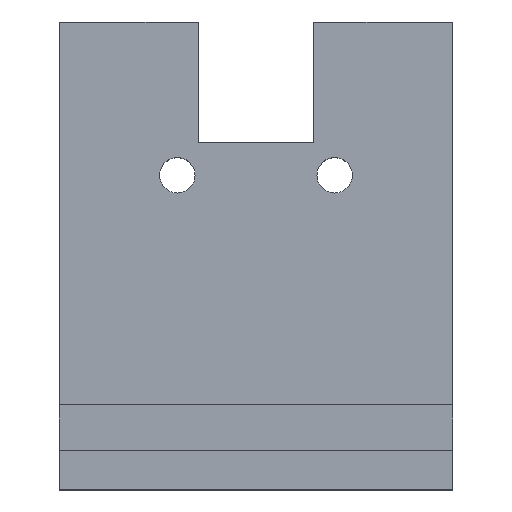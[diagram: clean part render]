
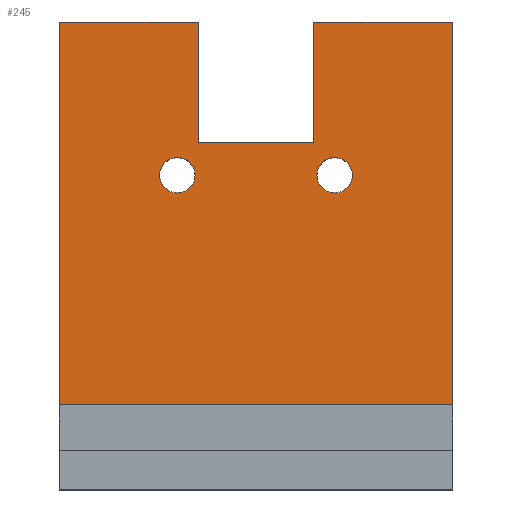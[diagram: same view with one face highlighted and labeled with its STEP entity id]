
A CAD part, top view. The second image highlights one B-rep face of the part: STEP entity #245.
In plain terms, the highlighted planar face has unit normal (0, 0, 1).
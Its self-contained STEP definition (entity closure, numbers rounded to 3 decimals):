
#13 = DIRECTION ( 'NONE',  ( 0., -1., 0. ) ) ;
#25 = EDGE_CURVE ( 'NONE', #696, #552, #398, .T. ) ;
#28 = PLANE ( 'NONE',  #479 ) ;
#31 = VERTEX_POINT ( 'NONE', #911 ) ;
#37 = EDGE_CURVE ( 'NONE', #368, #530, #547, .T. ) ;
#48 = ORIENTED_EDGE ( 'NONE', *, *, #474, .T. ) ;
#50 = LINE ( 'NONE', #761, #98 ) ;
#54 = DIRECTION ( 'NONE',  ( -1., 0., 0. ) ) ;
#71 = EDGE_CURVE ( 'NONE', #535, #733, #585, .T. ) ;
#76 = LINE ( 'NONE', #782, #846 ) ;
#98 = VECTOR ( 'NONE', #323, 1000. ) ;
#99 = VECTOR ( 'NONE', #425, 1000. ) ;
#135 = CARTESIAN_POINT ( 'NONE',  ( -35., -11.55, 6. ) ) ;
#147 = CARTESIAN_POINT ( 'NONE',  ( -65., -11.55, 6. ) ) ;
#150 = DIRECTION ( 'NONE',  ( -1., 0., 0. ) ) ;
#151 = DIRECTION ( 'NONE',  ( -1., 0., 0. ) ) ;
#154 = CIRCLE ( 'NONE', #269, 1.35 ) ;
#155 = DIRECTION ( 'NONE',  ( 1., 0., 0. ) ) ;
#160 = CARTESIAN_POINT ( 'NONE',  ( -44., -23.25, 6. ) ) ;
#165 = CARTESIAN_POINT ( 'NONE',  ( -54.65, -23.25, 6. ) ) ;
#168 = VERTEX_POINT ( 'NONE', #165 ) ;
#169 = EDGE_CURVE ( 'NONE', #168, #543, #238, .T. ) ;
#178 = DIRECTION ( 'NONE',  ( 0., 0., -1. ) ) ;
#181 = VECTOR ( 'NONE', #150, 1000. ) ;
#182 = VECTOR ( 'NONE', #708, 1000. ) ;
#184 = VERTEX_POINT ( 'NONE', #736 ) ;
#200 = AXIS2_PLACEMENT_3D ( 'NONE', #445, #755, #674 ) ;
#203 = VECTOR ( 'NONE', #13, 1000. ) ;
#209 = DIRECTION ( 'NONE',  ( -1., 0., 0. ) ) ;
#210 = LINE ( 'NONE', #559, #522 ) ;
#222 = CARTESIAN_POINT ( 'NONE',  ( -35., -40.75, 6. ) ) ;
#223 = CARTESIAN_POINT ( 'NONE',  ( -54.4, -11.55, 6. ) ) ;
#228 = ORIENTED_EDGE ( 'NONE', *, *, #897, .T. ) ;
#238 = CIRCLE ( 'NONE', #200, 1.35 ) ;
#245 = ADVANCED_FACE ( 'NONE', ( #614, #462, #903 ), #28, .F. ) ;
#247 = ORIENTED_EDGE ( 'NONE', *, *, #71, .T. ) ;
#249 = ORIENTED_EDGE ( 'NONE', *, *, #25, .T. ) ;
#255 = CARTESIAN_POINT ( 'NONE',  ( 0., -15.5, 6. ) ) ;
#269 = AXIS2_PLACEMENT_3D ( 'NONE', #715, #855, #151 ) ;
#285 = CARTESIAN_POINT ( 'NONE',  ( -57.35, -23.25, 6. ) ) ;
#296 = CARTESIAN_POINT ( 'NONE',  ( -45.6, -20.75, 6. ) ) ;
#299 = CIRCLE ( 'NONE', #370, 1.35 ) ;
#309 = DIRECTION ( 'NONE',  ( 1., 0., 0. ) ) ;
#323 = DIRECTION ( 'NONE',  ( 0., 1., 0. ) ) ;
#324 = AXIS2_PLACEMENT_3D ( 'NONE', #920, #923, #698 ) ;
#367 = EDGE_CURVE ( 'NONE', #892, #555, #653, .T. ) ;
#368 = VERTEX_POINT ( 'NONE', #222 ) ;
#370 = AXIS2_PLACEMENT_3D ( 'NONE', #160, #178, #435 ) ;
#398 = LINE ( 'NONE', #477, #792 ) ;
#412 = CARTESIAN_POINT ( 'NONE',  ( -45.35, -23.25, 6. ) ) ;
#425 = DIRECTION ( 'NONE',  ( 0., -1., 0. ) ) ;
#435 = DIRECTION ( 'NONE',  ( -1., 0., 0. ) ) ;
#445 = CARTESIAN_POINT ( 'NONE',  ( -56., -23.25, 6. ) ) ;
#451 = EDGE_LOOP ( 'NONE', ( #247, #228 ) ) ;
#462 = FACE_BOUND ( 'NONE', #451, .T. ) ;
#469 = DIRECTION ( 'NONE',  ( 0., 0., -1. ) ) ;
#472 = EDGE_LOOP ( 'NONE', ( #873, #571 ) ) ;
#474 = EDGE_CURVE ( 'NONE', #530, #892, #210, .T. ) ;
#477 = CARTESIAN_POINT ( 'NONE',  ( -60., -11.55, 6. ) ) ;
#479 = AXIS2_PLACEMENT_3D ( 'NONE', #255, #469, #309 ) ;
#517 = ORIENTED_EDGE ( 'NONE', *, *, #691, .F. ) ;
#521 = ORIENTED_EDGE ( 'NONE', *, *, #367, .T. ) ;
#522 = VECTOR ( 'NONE', #209, 1000. ) ;
#530 = VERTEX_POINT ( 'NONE', #135 ) ;
#535 = VERTEX_POINT ( 'NONE', #412 ) ;
#536 = ORIENTED_EDGE ( 'NONE', *, *, #563, .F. ) ;
#543 = VERTEX_POINT ( 'NONE', #285 ) ;
#547 = LINE ( 'NONE', #769, #182 ) ;
#552 = VERTEX_POINT ( 'NONE', #147 ) ;
#555 = VERTEX_POINT ( 'NONE', #794 ) ;
#559 = CARTESIAN_POINT ( 'NONE',  ( -40., -11.55, 6. ) ) ;
#563 = EDGE_CURVE ( 'NONE', #31, #555, #76, .T. ) ;
#571 = ORIENTED_EDGE ( 'NONE', *, *, #169, .T. ) ;
#572 = EDGE_CURVE ( 'NONE', #543, #168, #154, .T. ) ;
#580 = LINE ( 'NONE', #728, #99 ) ;
#585 = CIRCLE ( 'NONE', #324, 1.35 ) ;
#602 = EDGE_CURVE ( 'NONE', #552, #184, #580, .T. ) ;
#612 = CARTESIAN_POINT ( 'NONE',  ( -42.65, -23.25, 6. ) ) ;
#614 = FACE_BOUND ( 'NONE', #472, .T. ) ;
#653 = LINE ( 'NONE', #296, #203 ) ;
#674 = DIRECTION ( 'NONE',  ( -1., 0., 0. ) ) ;
#691 = EDGE_CURVE ( 'NONE', #368, #184, #884, .T. ) ;
#696 = VERTEX_POINT ( 'NONE', #223 ) ;
#698 = DIRECTION ( 'NONE',  ( -1., 0., 0. ) ) ;
#708 = DIRECTION ( 'NONE',  ( 0., 1., 0. ) ) ;
#715 = CARTESIAN_POINT ( 'NONE',  ( -56., -23.25, 6. ) ) ;
#728 = CARTESIAN_POINT ( 'NONE',  ( -65., -11.55, 6. ) ) ;
#733 = VERTEX_POINT ( 'NONE', #612 ) ;
#736 = CARTESIAN_POINT ( 'NONE',  ( -65., -40.75, 6. ) ) ;
#739 = CARTESIAN_POINT ( 'NONE',  ( -45.6, -11.55, 6. ) ) ;
#749 = ORIENTED_EDGE ( 'NONE', *, *, #774, .T. ) ;
#753 = EDGE_LOOP ( 'NONE', ( #759, #517, #827, #48, #521, #536, #749, #249 ) ) ;
#755 = DIRECTION ( 'NONE',  ( 0., 0., -1. ) ) ;
#759 = ORIENTED_EDGE ( 'NONE', *, *, #602, .T. ) ;
#761 = CARTESIAN_POINT ( 'NONE',  ( -54.4, -20.75, 6. ) ) ;
#769 = CARTESIAN_POINT ( 'NONE',  ( -35., -11.55, 6. ) ) ;
#774 = EDGE_CURVE ( 'NONE', #31, #696, #50, .T. ) ;
#782 = CARTESIAN_POINT ( 'NONE',  ( -60., -20.75, 6. ) ) ;
#792 = VECTOR ( 'NONE', #54, 1000. ) ;
#794 = CARTESIAN_POINT ( 'NONE',  ( -45.6, -20.75, 6. ) ) ;
#827 = ORIENTED_EDGE ( 'NONE', *, *, #37, .T. ) ;
#846 = VECTOR ( 'NONE', #155, 1000. ) ;
#855 = DIRECTION ( 'NONE',  ( 0., 0., -1. ) ) ;
#869 = CARTESIAN_POINT ( 'NONE',  ( -65., -40.75, 6. ) ) ;
#873 = ORIENTED_EDGE ( 'NONE', *, *, #572, .T. ) ;
#884 = LINE ( 'NONE', #869, #181 ) ;
#892 = VERTEX_POINT ( 'NONE', #739 ) ;
#897 = EDGE_CURVE ( 'NONE', #733, #535, #299, .T. ) ;
#903 = FACE_OUTER_BOUND ( 'NONE', #753, .T. ) ;
#911 = CARTESIAN_POINT ( 'NONE',  ( -54.4, -20.75, 6. ) ) ;
#920 = CARTESIAN_POINT ( 'NONE',  ( -44., -23.25, 6. ) ) ;
#923 = DIRECTION ( 'NONE',  ( 0., 0., -1. ) ) ;
